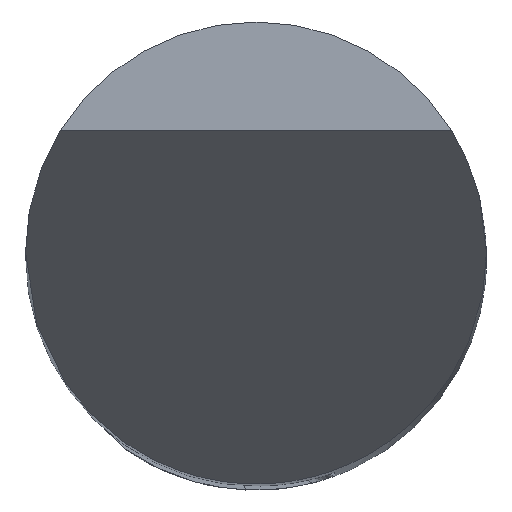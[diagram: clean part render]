
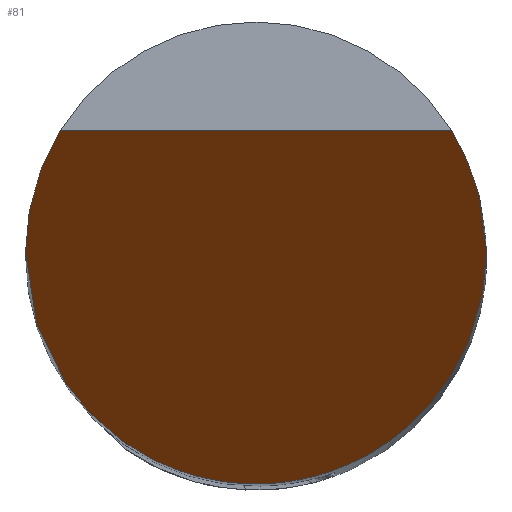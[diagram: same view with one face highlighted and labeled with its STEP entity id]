
A CAD part, top view. The second image highlights one B-rep face of the part: STEP entity #81.
In plain terms, the highlighted planar face has unit normal (0, -0.866, 0.5).
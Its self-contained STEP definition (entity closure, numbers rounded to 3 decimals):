
#81=ADVANCED_FACE('',(#121),#101,.T.);
#101=PLANE('',#512);
#121=FACE_OUTER_BOUND('',#146,.T.);
#146=EDGE_LOOP('',(#275,#276,#277,#278));
#177=LINE('',#867,#202);
#202=VECTOR('',#587,1.);
#275=ORIENTED_EDGE('',*,*,#419,.T.);
#276=ORIENTED_EDGE('',*,*,#382,.T.);
#277=ORIENTED_EDGE('',*,*,#416,.T.);
#278=ORIENTED_EDGE('',*,*,#384,.T.);
#340=VERTEX_POINT('',#671);
#341=VERTEX_POINT('',#676);
#342=VERTEX_POINT('',#678);
#343=VERTEX_POINT('',#683);
#382=EDGE_CURVE('',#341,#340,#447,.T.);
#384=EDGE_CURVE('',#343,#342,#448,.T.);
#416=EDGE_CURVE('',#340,#343,#457,.T.);
#419=EDGE_CURVE('',#342,#341,#177,.T.);
#447=(
BOUNDED_CURVE()
B_SPLINE_CURVE(3,(#672,#673,#674,#675),.UNSPECIFIED.,.F.,.F.)
B_SPLINE_CURVE_WITH_KNOTS((4,4),(0.,1.),.UNSPECIFIED.)
CURVE()
GEOMETRIC_REPRESENTATION_ITEM()
RATIONAL_B_SPLINE_CURVE((1.,0.974,0.974,1.))
REPRESENTATION_ITEM('')
);
#448=(
BOUNDED_CURVE()
B_SPLINE_CURVE(3,(#679,#680,#681,#682),.UNSPECIFIED.,.F.,.F.)
B_SPLINE_CURVE_WITH_KNOTS((4,4),(0.,1.),.UNSPECIFIED.)
CURVE()
GEOMETRIC_REPRESENTATION_ITEM()
RATIONAL_B_SPLINE_CURVE((1.,0.974,0.974,1.))
REPRESENTATION_ITEM('')
);
#457=(
BOUNDED_CURVE()
B_SPLINE_CURVE(3,(#843,#844,#845,#846),.UNSPECIFIED.,.F.,.F.)
B_SPLINE_CURVE_WITH_KNOTS((4,4),(0.,1.),.UNSPECIFIED.)
CURVE()
GEOMETRIC_REPRESENTATION_ITEM()
RATIONAL_B_SPLINE_CURVE((1.,0.333,0.333,1.))
REPRESENTATION_ITEM('')
);
#512=AXIS2_PLACEMENT_3D('',#868,#588,#589);
#587=DIRECTION('',(-1.,0.,0.));
#588=DIRECTION('',(0.,-0.866,0.5));
#589=DIRECTION('',(0.,-0.5,-0.866));
#671=CARTESIAN_POINT('',(-3.,0.,0.));
#672=CARTESIAN_POINT('',(-2.545,1.588,2.75));
#673=CARTESIAN_POINT('',(-2.844,1.108,1.92));
#674=CARTESIAN_POINT('',(-3.,0.565,0.979));
#675=CARTESIAN_POINT('',(-3.,0.,0.));
#676=CARTESIAN_POINT('',(-2.545,1.588,2.75));
#678=CARTESIAN_POINT('',(2.545,1.588,2.75));
#679=CARTESIAN_POINT('',(3.,0.,0.));
#680=CARTESIAN_POINT('',(3.,0.565,0.979));
#681=CARTESIAN_POINT('',(2.844,1.108,1.92));
#682=CARTESIAN_POINT('',(2.545,1.588,2.75));
#683=CARTESIAN_POINT('',(3.,0.,0.));
#843=CARTESIAN_POINT('',(-3.,0.,0.));
#844=CARTESIAN_POINT('',(-3.,-6.,-10.392));
#845=CARTESIAN_POINT('',(3.,-6.,-10.392));
#846=CARTESIAN_POINT('',(3.,0.,0.));
#867=CARTESIAN_POINT('',(-77.022,1.588,2.75));
#868=CARTESIAN_POINT('',(-77.022,4.054,7.021));
